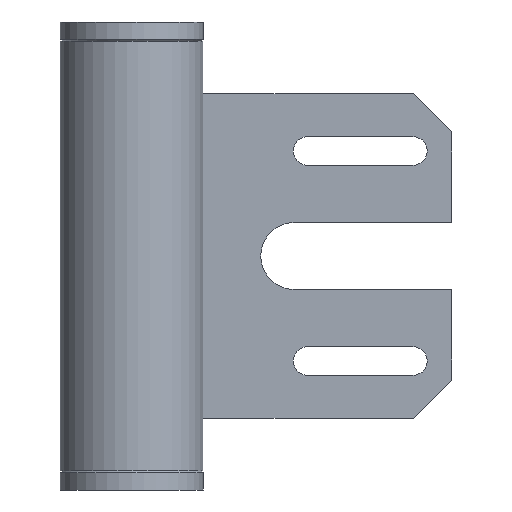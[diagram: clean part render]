
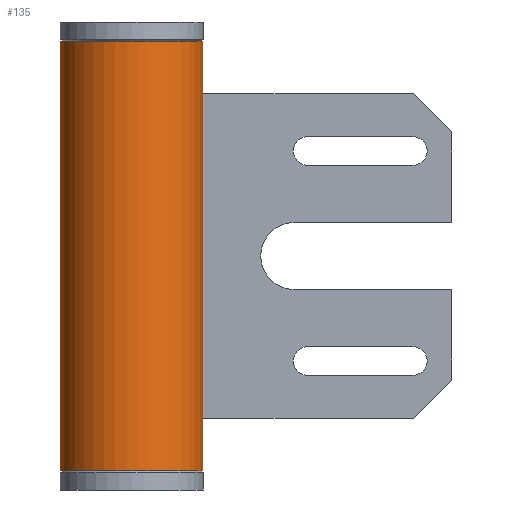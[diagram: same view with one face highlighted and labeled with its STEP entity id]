
A CAD part, front view. The second image highlights one B-rep face of the part: STEP entity #135.
In plain terms, the highlighted cylindrical face has radius 7.5 mm (diameter 15 mm), a partial arc.
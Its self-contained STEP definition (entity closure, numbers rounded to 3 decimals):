
#7 = VERTEX_POINT ( 'NONE', #193 ) ;
#33 = AXIS2_PLACEMENT_3D ( 'NONE', #134, #478, #488 ) ;
#43 = DIRECTION ( 'NONE',  ( 0., 0., 1. ) ) ;
#69 = VERTEX_POINT ( 'NONE', #793 ) ;
#78 = DIRECTION ( 'NONE',  ( 0., 0., -1. ) ) ;
#95 = EDGE_LOOP ( 'NONE', ( #1137, #535, #973, #650, #186, #1004 ) ) ;
#100 = VECTOR ( 'NONE', #43, 1000. ) ;
#134 = CARTESIAN_POINT ( 'NONE',  ( 0., 0., 0. ) ) ;
#135 = ADVANCED_FACE ( 'NONE', ( #524 ), #1047, .T. ) ;
#164 = LINE ( 'NONE', #1054, #1107 ) ;
#167 = EDGE_CURVE ( 'NONE', #242, #7, #433, .T. ) ;
#173 = EDGE_CURVE ( 'NONE', #730, #242, #728, .T. ) ;
#175 = CARTESIAN_POINT ( 'NONE',  ( 0., 0., 45. ) ) ;
#186 = ORIENTED_EDGE ( 'NONE', *, *, #197, .F. ) ;
#193 = CARTESIAN_POINT ( 'NONE',  ( 7.419, -1.1, 39.5 ) ) ;
#197 = EDGE_CURVE ( 'NONE', #7, #797, #164, .T. ) ;
#203 = VECTOR ( 'NONE', #843, 1000. ) ;
#242 = VERTEX_POINT ( 'NONE', #1130 ) ;
#257 = AXIS2_PLACEMENT_3D ( 'NONE', #608, #960, #469 ) ;
#345 = CARTESIAN_POINT ( 'NONE',  ( 7.419, -1.1, 45. ) ) ;
#379 = EDGE_CURVE ( 'NONE', #730, #69, #568, .T. ) ;
#410 = CARTESIAN_POINT ( 'NONE',  ( -7.5, 0., 45. ) ) ;
#433 = LINE ( 'NONE', #345, #1056 ) ;
#469 = DIRECTION ( 'NONE',  ( 1., 0., 0. ) ) ;
#474 = EDGE_CURVE ( 'NONE', #512, #797, #691, .T. ) ;
#478 = DIRECTION ( 'NONE',  ( 0., 0., 1. ) ) ;
#488 = DIRECTION ( 'NONE',  ( 1., 0., 0. ) ) ;
#512 = VERTEX_POINT ( 'NONE', #756 ) ;
#524 = FACE_OUTER_BOUND ( 'NONE', #95, .T. ) ;
#535 = ORIENTED_EDGE ( 'NONE', *, *, #379, .T. ) ;
#550 = CIRCLE ( 'NONE', #33, 7.5 ) ;
#568 = LINE ( 'NONE', #410, #203 ) ;
#608 = CARTESIAN_POINT ( 'NONE',  ( 0., 0., 45. ) ) ;
#616 = CARTESIAN_POINT ( 'NONE',  ( -7.5, 0., 45. ) ) ;
#630 = EDGE_CURVE ( 'NONE', #69, #512, #550, .T. ) ;
#650 = ORIENTED_EDGE ( 'NONE', *, *, #474, .T. ) ;
#691 = LINE ( 'NONE', #770, #100 ) ;
#704 = DIRECTION ( 'NONE',  ( 0., 0., -1. ) ) ;
#718 = CARTESIAN_POINT ( 'NONE',  ( 7.419, -1.1, 5.5 ) ) ;
#728 = CIRCLE ( 'NONE', #257, 7.5 ) ;
#730 = VERTEX_POINT ( 'NONE', #616 ) ;
#756 = CARTESIAN_POINT ( 'NONE',  ( 7.419, -1.1, 0. ) ) ;
#770 = CARTESIAN_POINT ( 'NONE',  ( 7.419, -1.1, 45. ) ) ;
#793 = CARTESIAN_POINT ( 'NONE',  ( -7.5, 0., 0. ) ) ;
#797 = VERTEX_POINT ( 'NONE', #718 ) ;
#843 = DIRECTION ( 'NONE',  ( 0., 0., -1. ) ) ;
#960 = DIRECTION ( 'NONE',  ( 0., 0., 1. ) ) ;
#973 = ORIENTED_EDGE ( 'NONE', *, *, #630, .T. ) ;
#985 = AXIS2_PLACEMENT_3D ( 'NONE', #175, #1007, #1062 ) ;
#1004 = ORIENTED_EDGE ( 'NONE', *, *, #167, .F. ) ;
#1007 = DIRECTION ( 'NONE',  ( 0., 0., -1. ) ) ;
#1047 = CYLINDRICAL_SURFACE ( 'NONE', #985, 7.5 ) ;
#1054 = CARTESIAN_POINT ( 'NONE',  ( 7.419, -1.1, 45. ) ) ;
#1056 = VECTOR ( 'NONE', #704, 1000. ) ;
#1062 = DIRECTION ( 'NONE',  ( -1., 0., 0. ) ) ;
#1107 = VECTOR ( 'NONE', #78, 1000. ) ;
#1130 = CARTESIAN_POINT ( 'NONE',  ( 7.419, -1.1, 45. ) ) ;
#1137 = ORIENTED_EDGE ( 'NONE', *, *, #173, .F. ) ;
